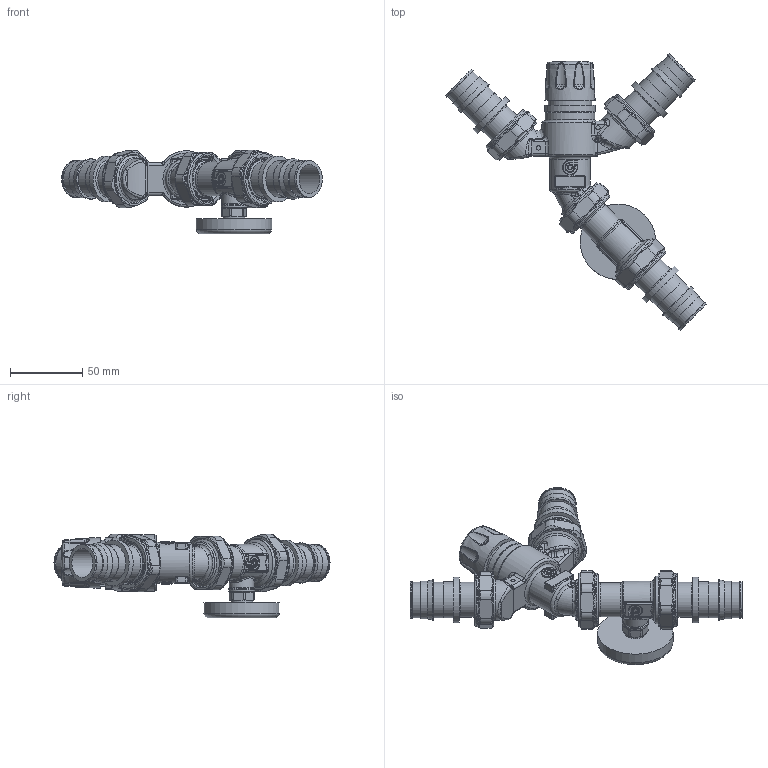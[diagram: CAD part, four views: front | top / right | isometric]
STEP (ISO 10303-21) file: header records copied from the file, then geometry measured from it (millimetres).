
FILE_DESCRIPTION(/* description */ (''),/* implementation_level */ '2;1');
FILE_NAME(/* name */ '520615A 001_Simplify_1.stp',/* time_stamp */ '2025-07-31T15:19:08-05:00',/* author */ ('ischreiner'),/* organization */ (''),/* preprocessor_version */ 'ST-DEVELOPER v20',/* originating_system */ 'Autodesk Inventor 2025',/* authorisation */ '');
FILE_SCHEMA (('AUTOMOTIVE_DESIGN { 1 0 10303 214 3 1 1 }'));
Products named in the file (1): 520615A 001_Simplify_1
Bounding box: 180.46 x 191.07 x 57.79 mm (x, y, z)
Volume: 233644.2 mm3; surface area: 75402.8 mm2
Topology: 9 solids, 9 shells, 1737 faces, 4037 edges, 2197 vertices
Faces by surface type: cylinder 517, bspline 512, plane 266, torus 209, sphere 124, cone 109
Full cylindrical faces by diameter (mm): 3 x2, 15.24 x1, 15.875 x1, 17 x1, 18 x1, 20.32 x3, 23.5 x1, 24 x1, 24.384 x3, 24.765 x6, 25.095 x3, 26.111 x3, 27.686 x3, 28 x2, 29.515 x3, 29.6 x1, 30.5 x4, 31.75 x3, 33.1 x4, 34.5 x1, 37 x8, 52.324 x1
Entity records: 82792 total; most frequent: CARTESIAN_POINT 45160, ORIENTED_EDGE 7730, DIRECTION 7098, EDGE_CURVE 3865, AXIS2_PLACEMENT_3D 3068, VERTEX_POINT 2197, EDGE_LOOP 1804, STYLED_ITEM 1746
